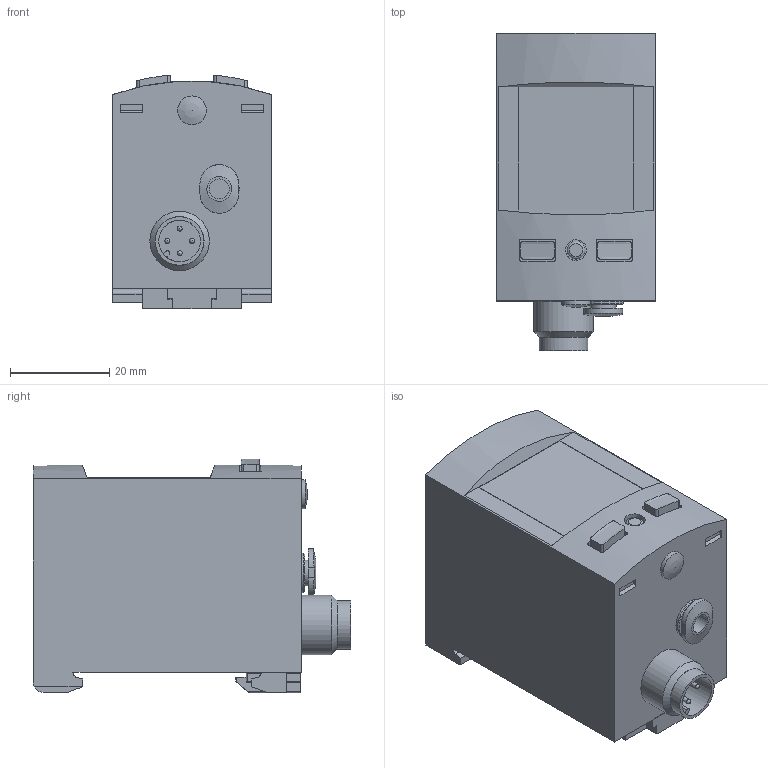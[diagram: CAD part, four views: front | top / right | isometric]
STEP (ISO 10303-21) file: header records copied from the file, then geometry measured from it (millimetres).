
FILE_DESCRIPTION(/* description */ ('STEP AP214'),/* implementation_level */ '2;1');
FILE_NAME(/* name */ '8001212_SPAU-P10R-H-Q4D-L-PNLK-PNVBA-M12D',/* time_stamp */ '2024-09-15T11:34:18+02:00',/* author */ ('License CC BY-ND 4.0'),/* organization */ ('CADENAS'),/* preprocessor_version */ 'ST-DEVELOPER v19.3',/* originating_system */ 'PARTsolutions',/* authorisation */ ' ');
FILE_SCHEMA (('AUTOMOTIVE_DESIGN {1 0 10303 214 3 1 1}'));
Length unit declared in the file: millimetre
Products named in the file (3): 8001212 SPAU-P10R-H-Q4D-L-PNLK-PNVBA-M12D; 8001200 SPAU-B2HQ4-DLLKAM12DQ4M12-p; 1345605 SPAU
Assembly tree (2 placements, depth 2):
  8001212 SPAU-P10R-H-Q4D-L-PNLK-PNVBA-M12D
    8001200 SPAU-B2HQ4-DLLKAM12DQ4M12-p
    1345605 SPAU
Bounding box: 32 x 64 x 47.15 mm (x, y, z)
Volume: 71100.8 mm3; surface area: 12834.2 mm2
Topology: 2 solids, 2 shells, 198 faces, 508 edges, 337 vertices
Faces by surface type: plane 127, cylinder 62, sphere 5, cone 3, torus 1
Full cylindrical faces by diameter (mm): 1 x4, 1.35 x1, 1.5 x2, 3.6 x1, 4 x1, 4.2 x1, 5.2 x1, 5.8 x1, 8 x1, 8.4 x1, 9.8 x1, 12 x1
Entity records: 6904 total; most frequent: CARTESIAN_POINT 1061, DIRECTION 964, ORIENTED_EDGE 930, EDGE_CURVE 465, LINE 326, VECTOR 326, VERTEX_POINT 319, AXIS2_PLACEMENT_3D 319
